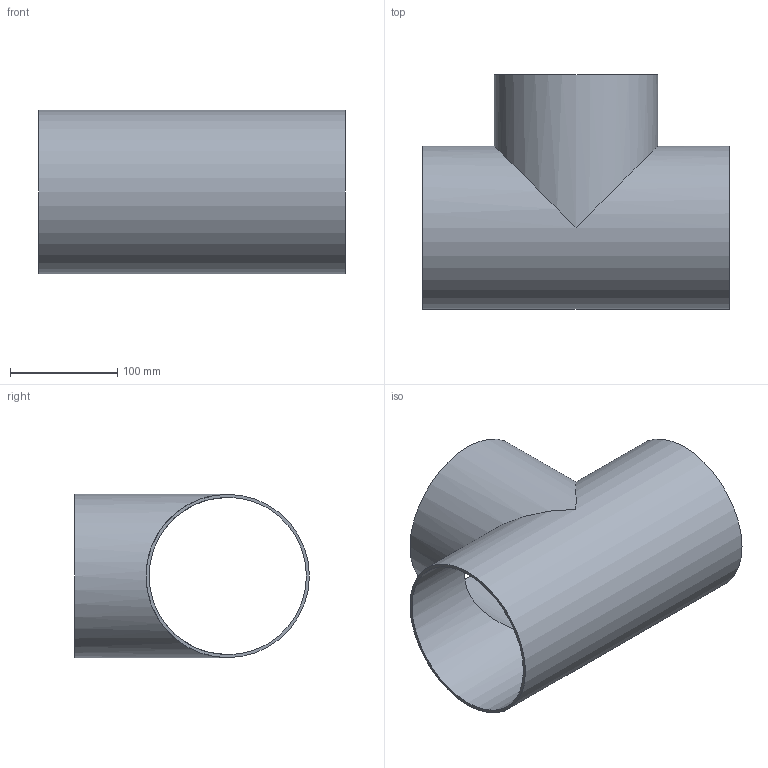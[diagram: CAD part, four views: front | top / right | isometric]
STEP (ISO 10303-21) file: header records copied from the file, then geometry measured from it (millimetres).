
FILE_DESCRIPTION(/* description */ (''),/* implementation_level */ '2;1');
FILE_NAME(/* name */ '7WWW-6.stp',/* time_stamp */ '2022-05-10T13:45:25-04:00',/* author */ ('marcus'),/* organization */ (''),/* preprocessor_version */ 'ST-DEVELOPER v18.1',/* originating_system */ 'Autodesk Inventor 2020',/* authorisation */ '');
FILE_SCHEMA (('AUTOMOTIVE_DESIGN { 1 0 10303 214 3 1 1 }'));
Length unit declared in the file: inch
Products named in the file (1): 7WWW-6
Bounding box: 285.75 x 219.07 x 152.4 mm (x, y, z)
Volume: 433851.3 mm3; surface area: 317292.4 mm2
Topology: 1 solids, 1 shells, 7 faces, 22 edges, 18 vertices
Faces by surface type: cylinder 4, plane 3
Full cylindrical faces by diameter (mm): 146.863 x2, 152.4 x2
Entity records: 325 total; most frequent: DIRECTION 56, CARTESIAN_POINT 48, ORIENTED_EDGE 44, AXIS2_PLACEMENT_3D 26, EDGE_CURVE 22, VERTEX_POINT 18, EDGE_LOOP 12, CIRCLE 12
